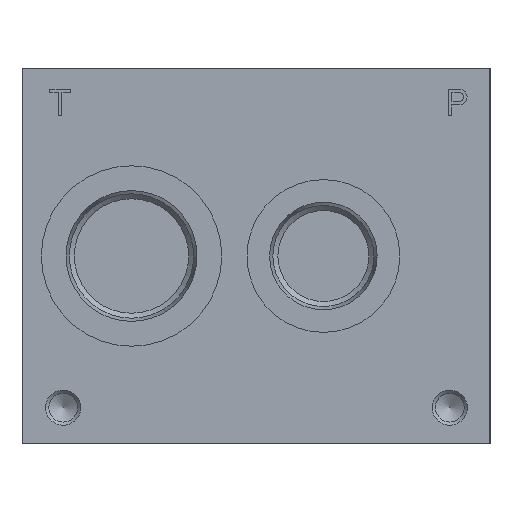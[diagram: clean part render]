
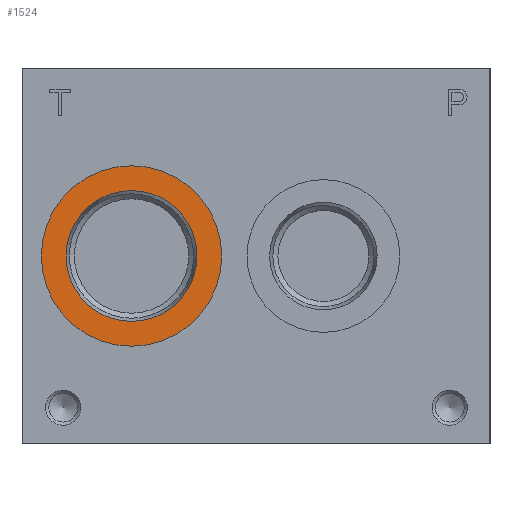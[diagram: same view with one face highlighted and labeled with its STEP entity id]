
A CAD part, left-side view. The second image highlights one B-rep face of the part: STEP entity #1524.
In plain terms, the highlighted planar face has unit normal (-1, 0, 0).
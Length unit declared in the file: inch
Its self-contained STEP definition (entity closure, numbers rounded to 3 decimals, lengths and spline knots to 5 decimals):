
#1524 = ADVANCED_FACE( '', ( #3465, #3466 ), #3467, .T. );
#3465 = FACE_BOUND( '', #5612, .T. );
#3466 = FACE_OUTER_BOUND( '', #5613, .T. );
#3467 = PLANE( '', #5614 );
#5612 = EDGE_LOOP( '', ( #9766 ) );
#5613 = EDGE_LOOP( '', ( #9767 ) );
#5614 = AXIS2_PLACEMENT_3D( '', #9768, #9769, #9770 );
#9766 = ORIENTED_EDGE( '', *, *, #11848, .T. );
#9767 = ORIENTED_EDGE( '', *, *, #12443, .F. );
#9768 = CARTESIAN_POINT( '', ( 0.031, 4.794, 2. ) );
#9769 = DIRECTION( '', ( -1., 0., 0. ) );
#9770 = DIRECTION( '', ( 0., 0., 1. ) );
#11848 = EDGE_CURVE( '', #14255, #14255, #14256, .T. );
#12443 = EDGE_CURVE( '', #15073, #15073, #15074, .T. );
#14255 = VERTEX_POINT( '', #17349 );
#14256 = CIRCLE( '', #17350, 0.699 );
#15073 = VERTEX_POINT( '', #18445 );
#15074 = CIRCLE( '', #18446, 0.964 );
#17349 = CARTESIAN_POINT( '', ( 0.031, 3.83, 1.301 ) );
#17350 = AXIS2_PLACEMENT_3D( '', #20006, #20007, #20008 );
#18445 = CARTESIAN_POINT( '', ( 0.031, 3.83, 1.036 ) );
#18446 = AXIS2_PLACEMENT_3D( '', #20650, #20651, #20652 );
#20006 = CARTESIAN_POINT( '', ( 0.031, 3.83, 2. ) );
#20007 = DIRECTION( '', ( 1., 0., 0. ) );
#20008 = DIRECTION( '', ( 0., 0., -1. ) );
#20650 = CARTESIAN_POINT( '', ( 0.031, 3.83, 2. ) );
#20651 = DIRECTION( '', ( 1., 0., 0. ) );
#20652 = DIRECTION( '', ( 0., 0., -1. ) );
